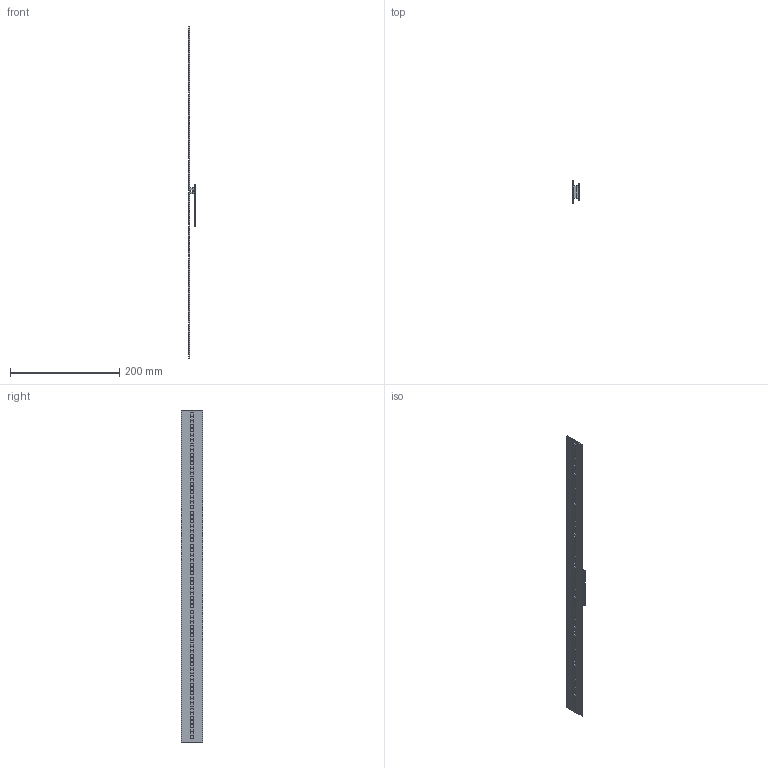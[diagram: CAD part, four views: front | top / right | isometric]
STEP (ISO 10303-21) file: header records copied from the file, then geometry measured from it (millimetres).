
FILE_DESCRIPTION(('FreeCAD Model'),'2;1');
FILE_NAME('PCB_muon_us.step', '2021-01-26T13:05:10',('Author'),(''), 'Open CASCADE STEP processor 7.3','FreeCAD','Unknown');
FILE_SCHEMA(('AUTOMOTIVE_DESIGN { 1 0 10303 214 1 1 1 1 }'));
Length unit declared in the file: millimetre
Products named in the file (1): Matrix_Union
Bounding box: 13.95 x 40 x 607 mm (x, y, z)
Volume: 52135.7 mm3; surface area: 59473.2 mm2
Topology: 1 solids, 1 shells, 428 faces, 1024 edges, 680 vertices
Faces by surface type: plane 428
Entity records: 28418 total; most frequent: CARTESIAN_POINT 4213, DIRECTION 3898, LINE 3040, VECTOR 3040, ORIENTED_EDGE 2048, PCURVE 2048, DEFINITIONAL_REPRESENTATION 2048, EDGE_CURVE 1024
